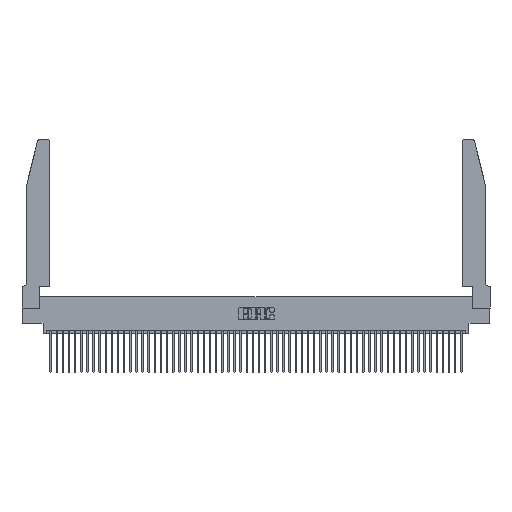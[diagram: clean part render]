
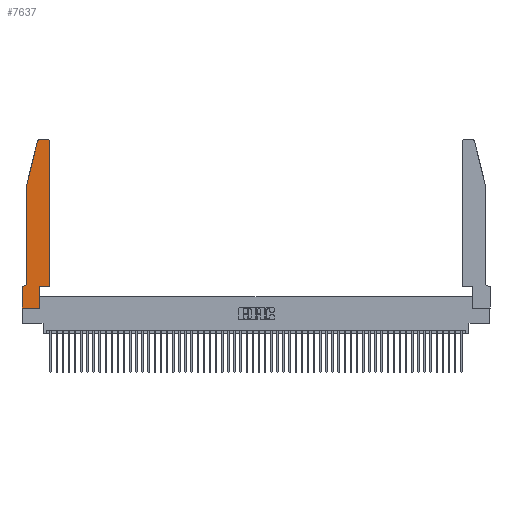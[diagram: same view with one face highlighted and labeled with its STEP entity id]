
A CAD part, top view. The second image highlights one B-rep face of the part: STEP entity #7637.
In plain terms, the highlighted planar face has unit normal (0, 0, 1).
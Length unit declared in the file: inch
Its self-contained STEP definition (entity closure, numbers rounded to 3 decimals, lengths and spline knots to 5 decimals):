
#251 = DIRECTION ( 'NONE',  ( -0.239, -0.971, 0. ) ) ;
#1154 = VERTEX_POINT ( 'NONE', #15417 ) ;
#1554 = VECTOR ( 'NONE', #47811, 39.37008 ) ;
#2000 = CARTESIAN_POINT ( 'NONE',  ( 0.25487, 2.72718, 0.37 ) ) ;
#3394 = CARTESIAN_POINT ( 'NONE',  ( 0., 0., 0.37 ) ) ;
#3610 = DIRECTION ( 'NONE',  ( 1., 0., 0. ) ) ;
#4364 = AXIS2_PLACEMENT_3D ( 'NONE', #13204, #42820, #17560 ) ;
#4742 = ORIENTED_EDGE ( 'NONE', *, *, #7329, .T. ) ;
#5284 = CARTESIAN_POINT ( 'NONE',  ( 0.2865, 0.35, 0.37 ) ) ;
#5631 = LINE ( 'NONE', #3394, #48014 ) ;
#5688 = LINE ( 'NONE', #33567, #49347 ) ;
#5761 = ORIENTED_EDGE ( 'NONE', *, *, #12555, .T. ) ;
#5960 = ORIENTED_EDGE ( 'NONE', *, *, #8172, .T. ) ;
#6070 = PLANE ( 'NONE',  #27730 ) ;
#6264 = VECTOR ( 'NONE', #50261, 39.37008 ) ;
#7064 = VERTEX_POINT ( 'NONE', #2000 ) ;
#7329 = EDGE_CURVE ( 'NONE', #11932, #45901, #28923, .T. ) ;
#7637 = ADVANCED_FACE ( 'NONE', ( #9441 ), #6070, .T. ) ;
#7859 = LINE ( 'NONE', #14106, #9189 ) ;
#8172 = EDGE_CURVE ( 'NONE', #48184, #7064, #43198, .T. ) ;
#9189 = VECTOR ( 'NONE', #43689, 39.37008 ) ;
#9441 = FACE_OUTER_BOUND ( 'NONE', #25072, .T. ) ;
#10314 = DIRECTION ( 'NONE',  ( 0., 0., 1. ) ) ;
#10507 = VERTEX_POINT ( 'NONE', #44430 ) ;
#10605 = CIRCLE ( 'NONE', #4364, 0.03 ) ;
#11932 = VERTEX_POINT ( 'NONE', #39134 ) ;
#12142 = VERTEX_POINT ( 'NONE', #44569 ) ;
#12555 = EDGE_CURVE ( 'NONE', #45901, #36401, #38886, .T. ) ;
#12603 = ORIENTED_EDGE ( 'NONE', *, *, #23971, .T. ) ;
#13204 = CARTESIAN_POINT ( 'NONE',  ( 0.4205, 2.72, 0.37 ) ) ;
#13298 = DIRECTION ( 'NONE',  ( 0., 0., -1. ) ) ;
#13754 = VECTOR ( 'NONE', #3610, 39.37008 ) ;
#14106 = CARTESIAN_POINT ( 'NONE',  ( 0., 0., 0.37 ) ) ;
#15417 = CARTESIAN_POINT ( 'NONE',  ( 0.4505, 0.35, 0.37 ) ) ;
#15735 = AXIS2_PLACEMENT_3D ( 'NONE', #38715, #13298, #42905 ) ;
#17119 = EDGE_CURVE ( 'NONE', #36401, #20274, #49500, .T. ) ;
#17209 = CARTESIAN_POINT ( 'NONE',  ( 0.0755, 0.35, 0.37 ) ) ;
#17549 = VERTEX_POINT ( 'NONE', #42248 ) ;
#17560 = DIRECTION ( 'NONE',  ( 1., 0., 0. ) ) ;
#18176 = DIRECTION ( 'NONE',  ( 0., 0., 1. ) ) ;
#18359 = CARTESIAN_POINT ( 'NONE',  ( 0.2605, 2.75, 0.37 ) ) ;
#18480 = EDGE_CURVE ( 'NONE', #1154, #17549, #5688, .T. ) ;
#18974 = EDGE_CURVE ( 'NONE', #10507, #32946, #5631, .T. ) ;
#19337 = ORIENTED_EDGE ( 'NONE', *, *, #18974, .T. ) ;
#20274 = VERTEX_POINT ( 'NONE', #37094 ) ;
#22913 = LINE ( 'NONE', #18359, #1554 ) ;
#23971 = EDGE_CURVE ( 'NONE', #32946, #54631, #54339, .T. ) ;
#25072 = EDGE_LOOP ( 'NONE', ( #34334, #5960, #47747, #4742, #5761, #25954, #29047, #19337, #12603, #38256, #35970, #28974 ) ) ;
#25227 = DIRECTION ( 'NONE',  ( 0., 1., 0. ) ) ;
#25459 = EDGE_CURVE ( 'NONE', #17549, #12142, #10605, .T. ) ;
#25954 = ORIENTED_EDGE ( 'NONE', *, *, #17119, .T. ) ;
#27730 = AXIS2_PLACEMENT_3D ( 'NONE', #31564, #10314, #40011 ) ;
#28923 = LINE ( 'NONE', #29376, #6264 ) ;
#28974 = ORIENTED_EDGE ( 'NONE', *, *, #25459, .T. ) ;
#29047 = ORIENTED_EDGE ( 'NONE', *, *, #49852, .T. ) ;
#29376 = CARTESIAN_POINT ( 'NONE',  ( 0.0755, 2., 0.37 ) ) ;
#31564 = CARTESIAN_POINT ( 'NONE',  ( 0., 0.35, 0.37 ) ) ;
#31899 = EDGE_CURVE ( 'NONE', #12142, #48184, #22913, .T. ) ;
#32946 = VERTEX_POINT ( 'NONE', #45841 ) ;
#33411 = VECTOR ( 'NONE', #35056, 39.37008 ) ;
#33567 = CARTESIAN_POINT ( 'NONE',  ( 0.4505, 0.35, 0.37 ) ) ;
#34334 = ORIENTED_EDGE ( 'NONE', *, *, #31899, .T. ) ;
#34659 = VECTOR ( 'NONE', #251, 39.37008 ) ;
#35056 = DIRECTION ( 'NONE',  ( 0., 1., 0. ) ) ;
#35970 = ORIENTED_EDGE ( 'NONE', *, *, #18480, .T. ) ;
#36401 = VERTEX_POINT ( 'NONE', #52529 ) ;
#37094 = CARTESIAN_POINT ( 'NONE',  ( 0., 0.35, 0.37 ) ) ;
#37396 = DIRECTION ( 'NONE',  ( 1., 0., 0. ) ) ;
#38256 = ORIENTED_EDGE ( 'NONE', *, *, #40822, .T. ) ;
#38390 = VECTOR ( 'NONE', #42484, 39.37008 ) ;
#38715 = CARTESIAN_POINT ( 'NONE',  ( 0.0055, 0.42, 0.37 ) ) ;
#38886 = CIRCLE ( 'NONE', #15735, 0.07 ) ;
#39134 = CARTESIAN_POINT ( 'NONE',  ( 0.0755, 2., 0.37 ) ) ;
#40011 = DIRECTION ( 'NONE',  ( 1., 0., 0. ) ) ;
#40822 = EDGE_CURVE ( 'NONE', #54631, #1154, #47464, .T. ) ;
#42248 = CARTESIAN_POINT ( 'NONE',  ( 0.4505, 2.72, 0.37 ) ) ;
#42484 = DIRECTION ( 'NONE',  ( -1., 0., 0. ) ) ;
#42820 = DIRECTION ( 'NONE',  ( 0., 0., 1. ) ) ;
#42905 = DIRECTION ( 'NONE',  ( -1., 0., 0. ) ) ;
#43198 = CIRCLE ( 'NONE', #43584, 0.03 ) ;
#43409 = CARTESIAN_POINT ( 'NONE',  ( 0.284, 2.72, 0.37 ) ) ;
#43464 = CARTESIAN_POINT ( 'NONE',  ( 0.0755, 0.42, 0.37 ) ) ;
#43584 = AXIS2_PLACEMENT_3D ( 'NONE', #43409, #18176, #47636 ) ;
#43689 = DIRECTION ( 'NONE',  ( 0., -1., 0. ) ) ;
#44430 = CARTESIAN_POINT ( 'NONE',  ( 0., 0., 0.37 ) ) ;
#44569 = CARTESIAN_POINT ( 'NONE',  ( 0.4205, 2.75, 0.37 ) ) ;
#45841 = CARTESIAN_POINT ( 'NONE',  ( 0.2865, 0., 0.37 ) ) ;
#45901 = VERTEX_POINT ( 'NONE', #43464 ) ;
#47086 = LINE ( 'NONE', #50988, #34659 ) ;
#47464 = LINE ( 'NONE', #54227, #13754 ) ;
#47636 = DIRECTION ( 'NONE',  ( 1., 0., 0. ) ) ;
#47747 = ORIENTED_EDGE ( 'NONE', *, *, #53543, .T. ) ;
#47811 = DIRECTION ( 'NONE',  ( -1., 0., 0. ) ) ;
#48014 = VECTOR ( 'NONE', #37396, 39.37008 ) ;
#48184 = VERTEX_POINT ( 'NONE', #49166 ) ;
#49166 = CARTESIAN_POINT ( 'NONE',  ( 0.284, 2.75, 0.37 ) ) ;
#49347 = VECTOR ( 'NONE', #25227, 39.37008 ) ;
#49500 = LINE ( 'NONE', #17209, #38390 ) ;
#49852 = EDGE_CURVE ( 'NONE', #20274, #10507, #7859, .T. ) ;
#50261 = DIRECTION ( 'NONE',  ( 0., -1., 0. ) ) ;
#50988 = CARTESIAN_POINT ( 'NONE',  ( 0.0755, 2., 0.37 ) ) ;
#52529 = CARTESIAN_POINT ( 'NONE',  ( 0.0055, 0.35, 0.37 ) ) ;
#53543 = EDGE_CURVE ( 'NONE', #7064, #11932, #47086, .T. ) ;
#54131 = CARTESIAN_POINT ( 'NONE',  ( 0.2865, 0.35, 0.37 ) ) ;
#54227 = CARTESIAN_POINT ( 'NONE',  ( 0.4505, 0.35, 0.37 ) ) ;
#54339 = LINE ( 'NONE', #5284, #33411 ) ;
#54631 = VERTEX_POINT ( 'NONE', #54131 ) ;
